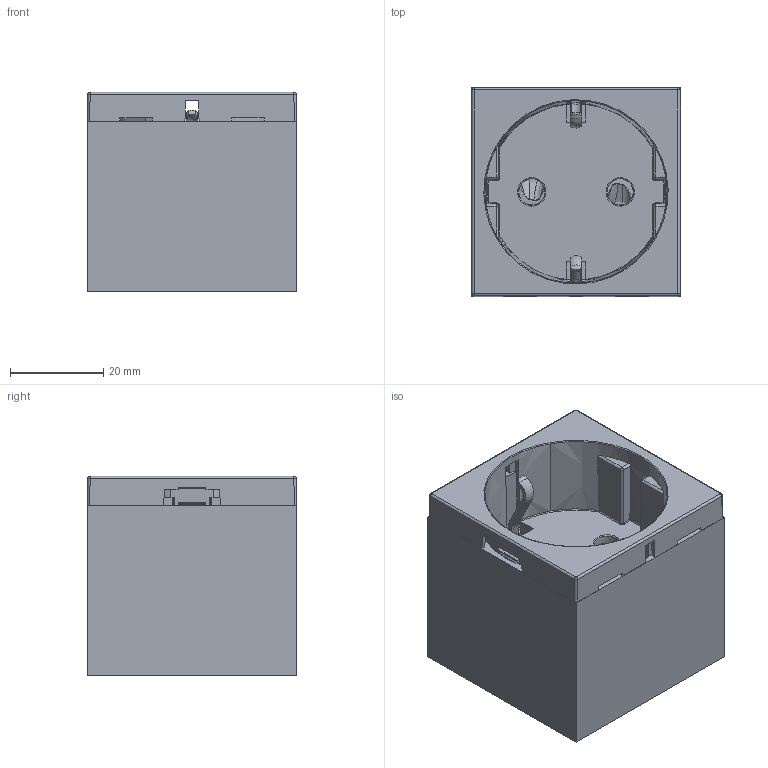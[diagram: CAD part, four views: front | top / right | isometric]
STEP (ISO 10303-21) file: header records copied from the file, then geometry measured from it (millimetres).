
FILE_DESCRIPTION(('CATIA V5 STEP Exchange','CAx-IF Rec.Pracs.--- Model Styling and Organization---1.5--- 2016-08-15','CAx-IF Rec.Pracs.---Supplemental Geometry---1.0---2011-11-01','CAx-IF Rec.Pracs.--- Composite Materials ---1.1---2010-07-15'),'2;1');
FILE_NAME('278211L_BIM.stp','2022-11-09T15:43:21+00:00',('none'),('none'),'CATIA Version 5-6 Release 2020 SP3','CATIA V5 STEP AP214 v2','none');
FILE_SCHEMA(('AUTOMOTIVE_DESIGN { 1 0 10303 214 1 1 1 1 }'));
Products named in the file (1): T000853_A _AllCATPart
Bounding box: 45 x 45 x 42.9 mm (x, y, z)
Volume: 57152.2 mm3; surface area: 24739.9 mm2
Topology: 4 solids, 4 shells, 2361 faces, 6794 edges, 4456 vertices
Faces by surface type: plane 1973, cylinder 184, bspline 96, cone 51, torus 43, sphere 14
Entity records: 81672 total; most frequent: CARTESIAN_POINT 23109, ORIENTED_EDGE 13552, DIRECTION 8702, EDGE_CURVE 6776, VERTEX_POINT 4456, VECTOR 4191, LINE 4191, EDGE_LOOP 2408
